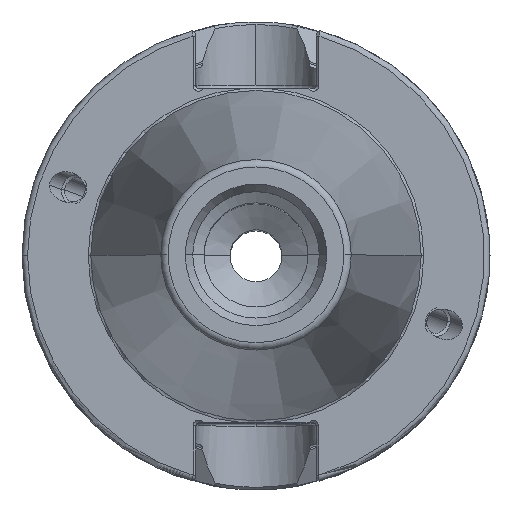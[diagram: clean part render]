
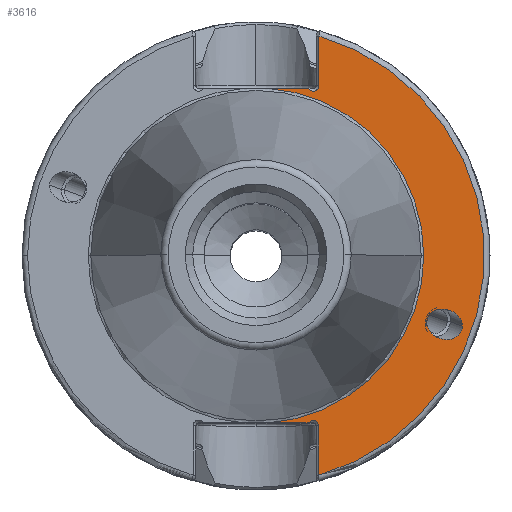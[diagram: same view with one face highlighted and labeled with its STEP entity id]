
A CAD part, top view. The second image highlights one B-rep face of the part: STEP entity #3616.
In plain terms, the highlighted planar face has unit normal (0, 0, 1).
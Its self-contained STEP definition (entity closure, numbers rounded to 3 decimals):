
#18 = EDGE_CURVE ( 'NONE', #133, #5323, #5143, .T. ) ;
#77 = ORIENTED_EDGE ( 'NONE', *, *, #1542, .T. ) ;
#133 = VERTEX_POINT ( 'NONE', #3717 ) ;
#167 = VERTEX_POINT ( 'NONE', #4554 ) ;
#189 = VECTOR ( 'NONE', #1658, 1000. ) ;
#314 = CARTESIAN_POINT ( 'NONE',  ( 8.417, -29.55, -2. ) ) ;
#375 = DIRECTION ( 'NONE',  ( -1., 0., 0. ) ) ;
#422 = DIRECTION ( 'NONE',  ( 0., 0., -1. ) ) ;
#440 = CARTESIAN_POINT ( 'NONE',  ( 7.72, 22.875, -2. ) ) ;
#444 = CARTESIAN_POINT ( 'NONE',  ( 8.47, 22.875, -2. ) ) ;
#475 = EDGE_LOOP ( 'NONE', ( #5243, #6792 ) ) ;
#548 = CARTESIAN_POINT ( 'NONE',  ( 22.978, -8.971, -2. ) ) ;
#576 = CARTESIAN_POINT ( 'NONE',  ( 22.978, -13.051, -2. ) ) ;
#1074 = FACE_BOUND ( 'NONE', #475, .T. ) ;
#1109 = CARTESIAN_POINT ( 'NONE',  ( 0., 31.475, -2. ) ) ;
#1119 = VECTOR ( 'NONE', #6971, 1000. ) ;
#1168 = VERTEX_POINT ( 'NONE', #1547 ) ;
#1232 = CARTESIAN_POINT ( 'NONE',  ( 27.766, -13.577, -2. ) ) ;
#1253 = DIRECTION ( 'NONE',  ( -1., 0., 0. ) ) ;
#1270 = CARTESIAN_POINT ( 'NONE',  ( 27.766, -9.498, -2. ) ) ;
#1299 = CIRCLE ( 'NONE', #4392, 22.563 ) ;
#1542 = EDGE_CURVE ( 'NONE', #5639, #5063, #4337, .T. ) ;
#1543 = CARTESIAN_POINT ( 'NONE',  ( 27.766, -9.498, -2. ) ) ;
#1547 = CARTESIAN_POINT ( 'NONE',  ( 7.07, 22.5, -2. ) ) ;
#1600 = DIRECTION ( 'NONE',  ( -1., 0., 0. ) ) ;
#1613 = CARTESIAN_POINT ( 'NONE',  ( 0., -22.5, -2. ) ) ;
#1615 = ORIENTED_EDGE ( 'NONE', *, *, #7537, .F. ) ;
#1658 = DIRECTION ( 'NONE',  ( 0., -1., 0. ) ) ;
#1785 = ORIENTED_EDGE ( 'NONE', *, *, #18, .T. ) ;
#2339 = VERTEX_POINT ( 'NONE', #1543 ) ;
#2378 = CARTESIAN_POINT ( 'NONE',  ( 22.978, -8.971, -2. ) ) ;
#2832 =( BOUNDED_CURVE ( )  B_SPLINE_CURVE ( 3, ( #5271, #5978, #4584, #4631 ),
 .UNSPECIFIED., .F., .F. ) 
 B_SPLINE_CURVE_WITH_KNOTS ( ( 4, 4 ),
 ( 2.852, 5.993 ),
 .UNSPECIFIED. ) 
 CURVE ( )  GEOMETRIC_REPRESENTATION_ITEM ( )  RATIONAL_B_SPLINE_CURVE ( ( 1., 0.333, 0.333, 1. ) ) 
 REPRESENTATION_ITEM ( '' )  );
#2898 = VERTEX_POINT ( 'NONE', #444 ) ;
#3128 = CARTESIAN_POINT ( 'NONE',  ( 22.563, 0., -2. ) ) ;
#3129 = ORIENTED_EDGE ( 'NONE', *, *, #5577, .T. ) ;
#3205 = EDGE_LOOP ( 'NONE', ( #6506, #1785, #3312, #3129, #4742, #3977, #1615, #7177, #77 ) ) ;
#3282 = DIRECTION ( 'NONE',  ( -1., 0., 0. ) ) ;
#3312 = ORIENTED_EDGE ( 'NONE', *, *, #7267, .T. ) ;
#3314 = VECTOR ( 'NONE', #4275, 1000. ) ;
#3345 = DIRECTION ( 'NONE',  ( 0., 0., 1. ) ) ;
#3360 = CARTESIAN_POINT ( 'NONE',  ( 0., 0., -2. ) ) ;
#3421 =( BOUNDED_CURVE ( )  B_SPLINE_CURVE ( 3, ( #1270, #1232, #576, #548 ),
 .UNSPECIFIED., .F., .T. ) 
 B_SPLINE_CURVE_WITH_KNOTS ( ( 4, 4 ),
 ( 5.993, 9.135 ),
 .UNSPECIFIED. ) 
 CURVE ( )  GEOMETRIC_REPRESENTATION_ITEM ( )  RATIONAL_B_SPLINE_CURVE ( ( 1., 0.333, 0.333, 1. ) ) 
 REPRESENTATION_ITEM ( '' )  );
#3519 = LINE ( 'NONE', #3851, #3314 ) ;
#3616 = ADVANCED_FACE ( 'NONE', ( #1074, #7497 ), #6001, .F. ) ;
#3717 = CARTESIAN_POINT ( 'NONE',  ( 7.133, -22.5, -2. ) ) ;
#3718 = CIRCLE ( 'NONE', #6314, 0.75 ) ;
#3851 = CARTESIAN_POINT ( 'NONE',  ( 0., 22.5, -2. ) ) ;
#3922 = VERTEX_POINT ( 'NONE', #314 ) ;
#3977 = ORIENTED_EDGE ( 'NONE', *, *, #6277, .T. ) ;
#4275 = DIRECTION ( 'NONE',  ( 1., 0., 0. ) ) ;
#4332 = VECTOR ( 'NONE', #1600, 1000. ) ;
#4337 = CIRCLE ( 'NONE', #6669, 22.563 ) ;
#4392 = AXIS2_PLACEMENT_3D ( 'NONE', #4425, #4424, #4408 ) ;
#4408 = DIRECTION ( 'NONE',  ( -1., 0., 0. ) ) ;
#4424 = DIRECTION ( 'NONE',  ( 0., 0., -1. ) ) ;
#4425 = CARTESIAN_POINT ( 'NONE',  ( 0., 0., -2. ) ) ;
#4554 = CARTESIAN_POINT ( 'NONE',  ( 1.684, 22.5, -2. ) ) ;
#4568 = AXIS2_PLACEMENT_3D ( 'NONE', #5346, #7136, #7089 ) ;
#4569 = CARTESIAN_POINT ( 'NONE',  ( 1.684, -22.5, -2. ) ) ;
#4584 = CARTESIAN_POINT ( 'NONE',  ( 27.766, -5.419, -2. ) ) ;
#4631 = CARTESIAN_POINT ( 'NONE',  ( 27.766, -9.498, -2. ) ) ;
#4694 = LINE ( 'NONE', #1613, #4332 ) ;
#4726 = EDGE_CURVE ( 'NONE', #133, #5063, #4694, .T. ) ;
#4742 = ORIENTED_EDGE ( 'NONE', *, *, #5989, .T. ) ;
#4882 = EDGE_CURVE ( 'NONE', #2339, #6509, #3421, .T. ) ;
#5063 = VERTEX_POINT ( 'NONE', #4569 ) ;
#5082 = VERTEX_POINT ( 'NONE', #5141 ) ;
#5141 = CARTESIAN_POINT ( 'NONE',  ( 8.47, 29.534, -2. ) ) ;
#5143 = CIRCLE ( 'NONE', #4568, 0.697 ) ;
#5243 = ORIENTED_EDGE ( 'NONE', *, *, #4882, .T. ) ;
#5256 = CIRCLE ( 'NONE', #6356, 30.725 ) ;
#5271 = CARTESIAN_POINT ( 'NONE',  ( 22.978, -8.971, -2. ) ) ;
#5323 = VERTEX_POINT ( 'NONE', #6479 ) ;
#5346 = CARTESIAN_POINT ( 'NONE',  ( 7.72, -22.875, -2. ) ) ;
#5514 = AXIS2_PLACEMENT_3D ( 'NONE', #1109, #6441, #1253 ) ;
#5526 = EDGE_CURVE ( 'NONE', #167, #5639, #1299, .T. ) ;
#5577 = EDGE_CURVE ( 'NONE', #3922, #5082, #5256, .T. ) ;
#5616 = LINE ( 'NONE', #6687, #1119 ) ;
#5639 = VERTEX_POINT ( 'NONE', #3128 ) ;
#5813 = EDGE_CURVE ( 'NONE', #6509, #2339, #2832, .T. ) ;
#5978 = CARTESIAN_POINT ( 'NONE',  ( 22.978, -4.892, -2. ) ) ;
#5989 = EDGE_CURVE ( 'NONE', #5082, #2898, #5616, .T. ) ;
#6001 = PLANE ( 'NONE',  #5514 ) ;
#6277 = EDGE_CURVE ( 'NONE', #2898, #1168, #3718, .T. ) ;
#6314 = AXIS2_PLACEMENT_3D ( 'NONE', #440, #422, #375 ) ;
#6356 = AXIS2_PLACEMENT_3D ( 'NONE', #3360, #3345, #3282 ) ;
#6441 = DIRECTION ( 'NONE',  ( 0., 0., -1. ) ) ;
#6479 = CARTESIAN_POINT ( 'NONE',  ( 8.417, -22.875, -2. ) ) ;
#6506 = ORIENTED_EDGE ( 'NONE', *, *, #4726, .F. ) ;
#6509 = VERTEX_POINT ( 'NONE', #2378 ) ;
#6589 = LINE ( 'NONE', #7489, #189 ) ;
#6669 = AXIS2_PLACEMENT_3D ( 'NONE', #7428, #7425, #6997 ) ;
#6687 = CARTESIAN_POINT ( 'NONE',  ( 8.47, 22.875, -2. ) ) ;
#6792 = ORIENTED_EDGE ( 'NONE', *, *, #5813, .T. ) ;
#6971 = DIRECTION ( 'NONE',  ( 0., -1., 0. ) ) ;
#6997 = DIRECTION ( 'NONE',  ( -1., 0., 0. ) ) ;
#7089 = DIRECTION ( 'NONE',  ( -1., 0., 0. ) ) ;
#7136 = DIRECTION ( 'NONE',  ( 0., 0., -1. ) ) ;
#7177 = ORIENTED_EDGE ( 'NONE', *, *, #5526, .T. ) ;
#7267 = EDGE_CURVE ( 'NONE', #5323, #3922, #6589, .T. ) ;
#7425 = DIRECTION ( 'NONE',  ( 0., 0., -1. ) ) ;
#7428 = CARTESIAN_POINT ( 'NONE',  ( 0., 0., -2. ) ) ;
#7489 = CARTESIAN_POINT ( 'NONE',  ( 8.417, 31.475, -2. ) ) ;
#7497 = FACE_OUTER_BOUND ( 'NONE', #3205, .T. ) ;
#7537 = EDGE_CURVE ( 'NONE', #167, #1168, #3519, .T. ) ;
